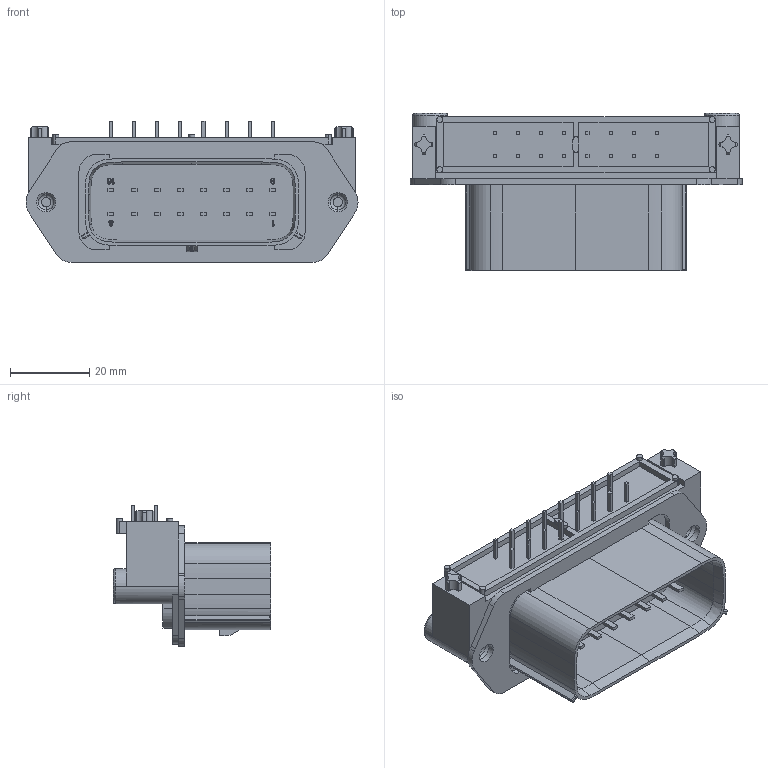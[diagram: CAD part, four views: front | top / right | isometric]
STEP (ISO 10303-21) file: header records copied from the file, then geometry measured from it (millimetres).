
FILE_DESCRIPTION((''),'2;1');
FILE_NAME('194270049','2014-08-12T',('me'),(''),'PRO/ENGINEER BY PARAMETRIC TECHNOLOGY CORPORATION, 2011490','PRO/ENGINEER BY PARAMETRIC TECHNOLOGY CORPORATION, 2011490','');
FILE_SCHEMA(('CONFIG_CONTROL_DESIGN'));
Length unit declared in the file: millimetre
Products named in the file (1): 194270049
Bounding box: 83.83 x 39.65 x 35.62 mm (x, y, z)
Volume: 19986.1 mm3; surface area: 20343 mm2
Topology: 1 solids, 1 shells, 937 faces, 2637 edges, 1761 vertices
Faces by surface type: plane 739, cylinder 164, cone 24, torus 6, extrusion 4
Entity records: 30295 total; most frequent: CARTESIAN_POINT 5694, ORIENTED_EDGE 5202, DIRECTION 4857, EDGE_CURVE 2601, VECTOR 2151, LINE 2147, VERTEX_POINT 1725, AXIS2_PLACEMENT_3D 1353
